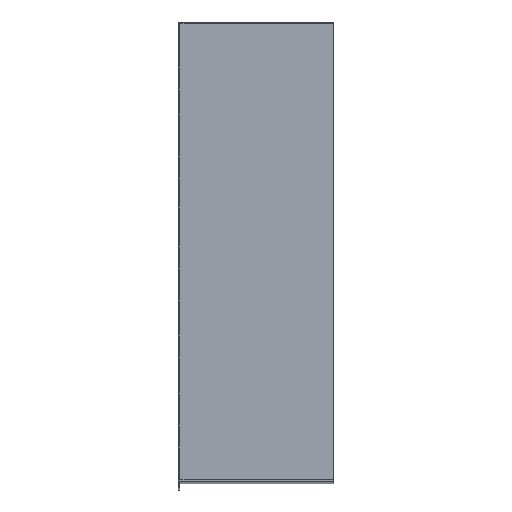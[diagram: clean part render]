
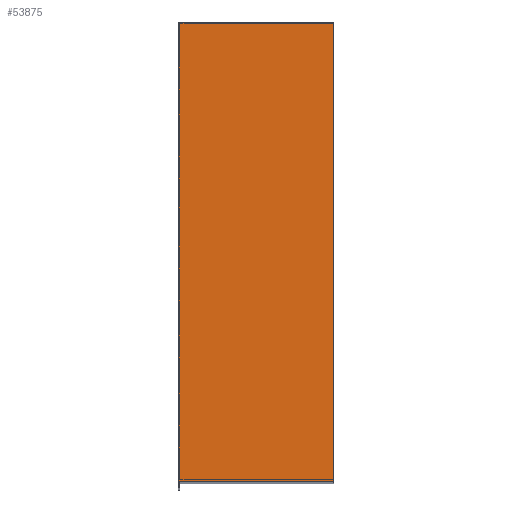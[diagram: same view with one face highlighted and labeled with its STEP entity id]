
A CAD part, top view. The second image highlights one B-rep face of the part: STEP entity #53875.
In plain terms, the highlighted planar face has unit normal (0, 0, 1).
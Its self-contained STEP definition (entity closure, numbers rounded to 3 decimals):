
#15553=DIRECTION('',(0.,-1.,0.));
#15554=VECTOR('',#15553,148.);
#15555=CARTESIAN_POINT('',(50.,150.,480.5));
#15556=LINE('',#15555,#15554);
#15557=DIRECTION('',(1.,0.,0.));
#15558=VECTOR('',#15557,50.);
#15559=CARTESIAN_POINT('',(0.,2.,480.5));
#15560=LINE('',#15559,#15558);
#15561=DIRECTION('',(0.,1.,0.));
#15562=VECTOR('',#15561,148.);
#15563=CARTESIAN_POINT('',(0.,2.,480.5));
#15564=LINE('',#15563,#15562);
#20513=DIRECTION('',(1.,0.,0.));
#20514=VECTOR('',#20513,50.);
#20515=CARTESIAN_POINT('',(0.,150.,480.5));
#20516=LINE('',#20515,#20514);
#31649=CARTESIAN_POINT('',(0.,150.,480.5));
#31650=CARTESIAN_POINT('',(50.,150.,480.5));
#31651=VERTEX_POINT('',#31649);
#31652=VERTEX_POINT('',#31650);
#31661=CARTESIAN_POINT('',(50.,2.,480.5));
#31662=VERTEX_POINT('',#31661);
#31663=CARTESIAN_POINT('',(0.,2.,480.5));
#31664=VERTEX_POINT('',#31663);
#53862=CARTESIAN_POINT('',(0.,2.5,480.5));
#53863=DIRECTION('',(0.,0.,1.));
#53864=DIRECTION('',(0.,1.,0.));
#53865=AXIS2_PLACEMENT_3D('',#53862,#53863,#53864);
#53866=PLANE('',#53865);
#53868=ORIENTED_EDGE('',*,*,#53867,.T.);
#53869=ORIENTED_EDGE('',*,*,#53810,.F.);
#53870=ORIENTED_EDGE('',*,*,#53851,.T.);
#53872=ORIENTED_EDGE('',*,*,#53871,.T.);
#53873=EDGE_LOOP('',(#53868,#53869,#53870,#53872));
#53874=FACE_OUTER_BOUND('',#53873,.F.);
#53875=ADVANCED_FACE('',(#53874),#53866,.T.);
#53810=EDGE_CURVE('',#31664,#31662,#15560,.T.);
#53851=EDGE_CURVE('',#31664,#31651,#15564,.T.);
#53867=EDGE_CURVE('',#31652,#31662,#15556,.T.);
#53871=EDGE_CURVE('',#31651,#31652,#20516,.T.);
